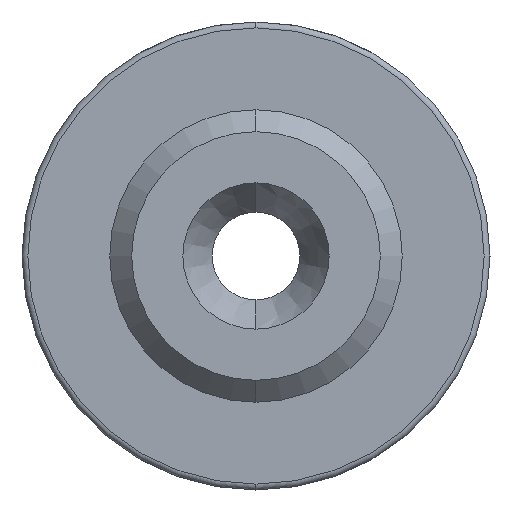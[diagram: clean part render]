
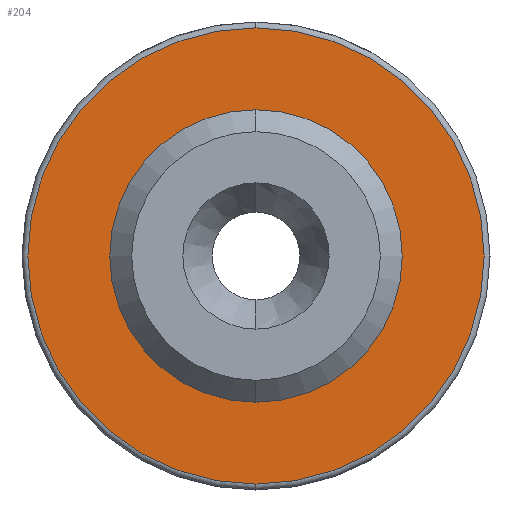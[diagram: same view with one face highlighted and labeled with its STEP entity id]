
A CAD part, left-side view. The second image highlights one B-rep face of the part: STEP entity #204.
In plain terms, the highlighted planar face has unit normal (-1, 0, 0).
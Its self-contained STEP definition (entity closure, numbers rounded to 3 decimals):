
#107 = ORIENTED_EDGE ( 'NONE', *, *, #688, .T. ) ;
#123 = FACE_BOUND ( 'NONE', #406, .T. ) ;
#129 = VERTEX_POINT ( 'NONE', #483 ) ;
#143 = DIRECTION ( 'NONE',  ( 1., 0., 0. ) ) ;
#171 = VERTEX_POINT ( 'NONE', #914 ) ;
#204 = ADVANCED_FACE ( 'NONE', ( #123, #288 ), #574, .F. ) ;
#209 = DIRECTION ( 'NONE',  ( 0., 0., 1. ) ) ;
#211 = ORIENTED_EDGE ( 'NONE', *, *, #793, .T. ) ;
#226 = DIRECTION ( 'NONE',  ( 0., 0., 1. ) ) ;
#248 = AXIS2_PLACEMENT_3D ( 'NONE', #1053, #565, #226 ) ;
#284 = EDGE_CURVE ( 'NONE', #747, #828, #433, .T. ) ;
#288 = FACE_OUTER_BOUND ( 'NONE', #440, .T. ) ;
#301 = DIRECTION ( 'NONE',  ( 0., 0., 1. ) ) ;
#347 = CIRCLE ( 'NONE', #248, 7.8 ) ;
#384 = DIRECTION ( 'NONE',  ( -1., 0., 0. ) ) ;
#406 = EDGE_LOOP ( 'NONE', ( #494, #944 ) ) ;
#432 = CARTESIAN_POINT ( 'NONE',  ( -32., 0., 0. ) ) ;
#433 = CIRCLE ( 'NONE', #436, 4.25 ) ;
#436 = AXIS2_PLACEMENT_3D ( 'NONE', #432, #1011, #521 ) ;
#440 = EDGE_LOOP ( 'NONE', ( #211, #107 ) ) ;
#478 = CARTESIAN_POINT ( 'NONE',  ( -32., 0., -4.25 ) ) ;
#483 = CARTESIAN_POINT ( 'NONE',  ( -32., 0., 7.8 ) ) ;
#485 = CARTESIAN_POINT ( 'NONE',  ( -32., 0., 0. ) ) ;
#494 = ORIENTED_EDGE ( 'NONE', *, *, #735, .F. ) ;
#521 = DIRECTION ( 'NONE',  ( 0., 0., 1. ) ) ;
#565 = DIRECTION ( 'NONE',  ( -1., 0., 0. ) ) ;
#574 = PLANE ( 'NONE',  #603 ) ;
#603 = AXIS2_PLACEMENT_3D ( 'NONE', #987, #143, #657 ) ;
#657 = DIRECTION ( 'NONE',  ( 0., 0., -1. ) ) ;
#688 = EDGE_CURVE ( 'NONE', #171, #129, #1066, .T. ) ;
#735 = EDGE_CURVE ( 'NONE', #828, #747, #1012, .T. ) ;
#747 = VERTEX_POINT ( 'NONE', #478 ) ;
#793 = EDGE_CURVE ( 'NONE', #129, #171, #347, .T. ) ;
#805 = CARTESIAN_POINT ( 'NONE',  ( -32., 0., 0. ) ) ;
#826 = CARTESIAN_POINT ( 'NONE',  ( -32., 0., 4.25 ) ) ;
#828 = VERTEX_POINT ( 'NONE', #826 ) ;
#891 = DIRECTION ( 'NONE',  ( -1., 0., 0. ) ) ;
#896 = AXIS2_PLACEMENT_3D ( 'NONE', #805, #891, #209 ) ;
#914 = CARTESIAN_POINT ( 'NONE',  ( -32., 0., -7.8 ) ) ;
#944 = ORIENTED_EDGE ( 'NONE', *, *, #284, .F. ) ;
#987 = CARTESIAN_POINT ( 'NONE',  ( -32., 0., -7.8 ) ) ;
#1011 = DIRECTION ( 'NONE',  ( -1., 0., 0. ) ) ;
#1012 = CIRCLE ( 'NONE', #1045, 4.25 ) ;
#1045 = AXIS2_PLACEMENT_3D ( 'NONE', #485, #384, #301 ) ;
#1053 = CARTESIAN_POINT ( 'NONE',  ( -32., 0., 0. ) ) ;
#1066 = CIRCLE ( 'NONE', #896, 7.8 ) ;
